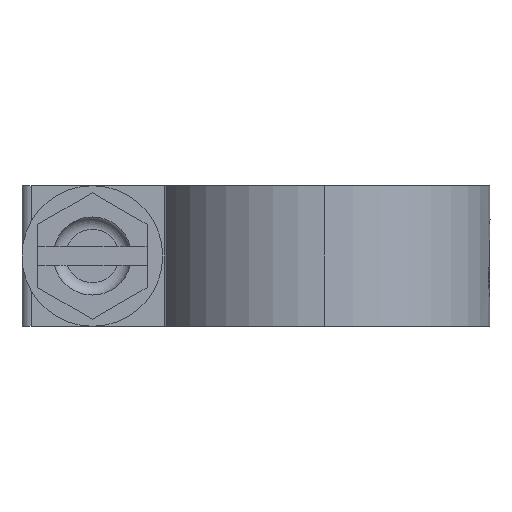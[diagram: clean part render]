
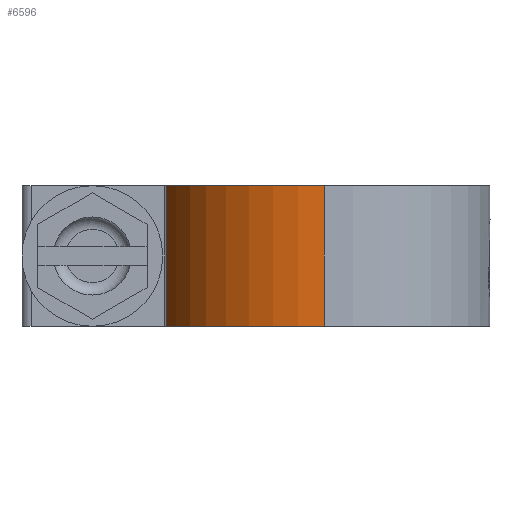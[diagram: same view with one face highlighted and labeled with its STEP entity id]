
A CAD part, left-side view. The second image highlights one B-rep face of the part: STEP entity #6596.
In plain terms, the highlighted cylindrical face has radius 10.6 mm (diameter 21.2 mm), a partial arc.
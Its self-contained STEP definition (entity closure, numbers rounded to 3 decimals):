
#228 = VERTEX_POINT ( 'NONE', #5564 ) ;
#476 = DIRECTION ( 'NONE',  ( 0., 0., -1. ) ) ;
#501 = LINE ( 'NONE', #3716, #4072 ) ;
#503 = VECTOR ( 'NONE', #3410, 1000. ) ;
#575 = CARTESIAN_POINT ( 'NONE',  ( 0., 0., 4.5 ) ) ;
#1020 = CARTESIAN_POINT ( 'NONE',  ( 0., 0., 4.5 ) ) ;
#1175 = DIRECTION ( 'NONE',  ( 1., 0., 0. ) ) ;
#1479 = EDGE_CURVE ( 'NONE', #228, #5581, #5990, .T. ) ;
#1709 = DIRECTION ( 'NONE',  ( 1., 0., 0. ) ) ;
#1930 = EDGE_LOOP ( 'NONE', ( #6744, #3112, #6563, #2594 ) ) ;
#2188 = CARTESIAN_POINT ( 'NONE',  ( -3.18, 10.112, -4.5 ) ) ;
#2356 = DIRECTION ( 'NONE',  ( 0., 0., -1. ) ) ;
#2594 = ORIENTED_EDGE ( 'NONE', *, *, #3098, .F. ) ;
#2709 = DIRECTION ( 'NONE',  ( 0., 0., -1. ) ) ;
#2865 = CARTESIAN_POINT ( 'NONE',  ( 0., 0., -4.5 ) ) ;
#2984 = AXIS2_PLACEMENT_3D ( 'NONE', #575, #2709, #1175 ) ;
#3098 = EDGE_CURVE ( 'NONE', #3766, #3526, #6210, .T. ) ;
#3112 = ORIENTED_EDGE ( 'NONE', *, *, #1479, .T. ) ;
#3410 = DIRECTION ( 'NONE',  ( 0., 0., -1. ) ) ;
#3526 = VERTEX_POINT ( 'NONE', #2188 ) ;
#3716 = CARTESIAN_POINT ( 'NONE',  ( -10.6, 0., 4.5 ) ) ;
#3766 = VERTEX_POINT ( 'NONE', #5568 ) ;
#4072 = VECTOR ( 'NONE', #5819, 1000. ) ;
#4179 = AXIS2_PLACEMENT_3D ( 'NONE', #2865, #2356, #1709 ) ;
#4976 = LINE ( 'NONE', #6148, #503 ) ;
#5192 = EDGE_CURVE ( 'NONE', #5581, #3526, #4976, .T. ) ;
#5269 = FACE_OUTER_BOUND ( 'NONE', #1930, .T. ) ;
#5362 = EDGE_CURVE ( 'NONE', #228, #3766, #501, .T. ) ;
#5432 = AXIS2_PLACEMENT_3D ( 'NONE', #1020, #476, #6388 ) ;
#5434 = CARTESIAN_POINT ( 'NONE',  ( -3.18, 10.112, 4.5 ) ) ;
#5564 = CARTESIAN_POINT ( 'NONE',  ( -10.6, 0., 4.5 ) ) ;
#5568 = CARTESIAN_POINT ( 'NONE',  ( -10.6, 0., -4.5 ) ) ;
#5581 = VERTEX_POINT ( 'NONE', #5434 ) ;
#5793 = CYLINDRICAL_SURFACE ( 'NONE', #5432, 10.6 ) ;
#5819 = DIRECTION ( 'NONE',  ( 0., 0., -1. ) ) ;
#5990 = CIRCLE ( 'NONE', #2984, 10.6 ) ;
#6148 = CARTESIAN_POINT ( 'NONE',  ( -3.18, 10.112, 4.5 ) ) ;
#6210 = CIRCLE ( 'NONE', #4179, 10.6 ) ;
#6388 = DIRECTION ( 'NONE',  ( -1., 0., 0. ) ) ;
#6563 = ORIENTED_EDGE ( 'NONE', *, *, #5192, .T. ) ;
#6596 = ADVANCED_FACE ( 'NONE', ( #5269 ), #5793, .T. ) ;
#6744 = ORIENTED_EDGE ( 'NONE', *, *, #5362, .F. ) ;
